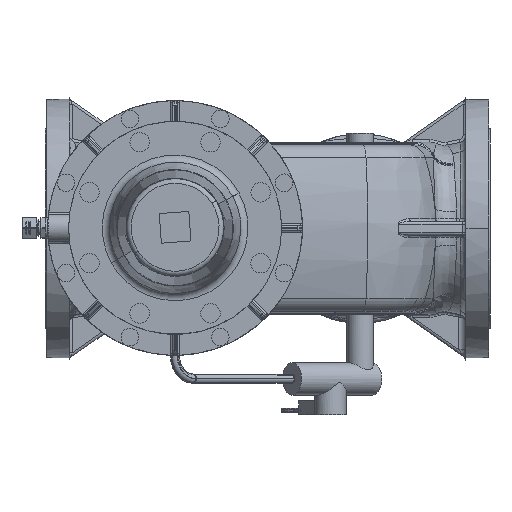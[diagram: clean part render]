
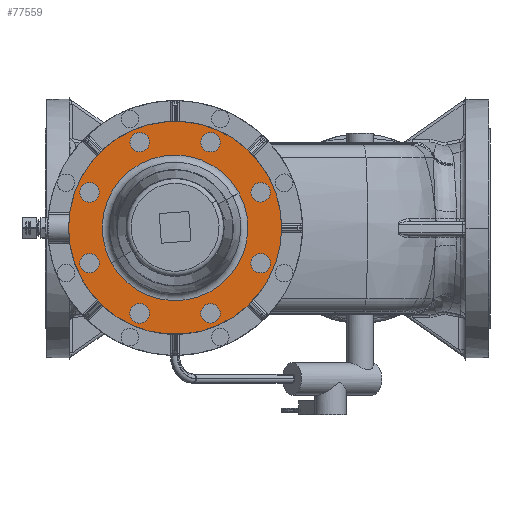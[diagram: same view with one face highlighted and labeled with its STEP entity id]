
A CAD part, top view. The second image highlights one B-rep face of the part: STEP entity #77559.
In plain terms, the highlighted planar face has unit normal (0, 0, 1).
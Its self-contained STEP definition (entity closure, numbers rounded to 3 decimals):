
#77183=CARTESIAN_POINT('Vertex',(-100.922,55.134,402.)) ;
#77186=CARTESIAN_POINT('Axis2P3D Location',(0.,0.,402.)) ;
#77190=CARTESIAN_POINT('Vertex',(100.922,55.134,402.)) ;
#77214=CARTESIAN_POINT('Vertex',(-100.922,-55.134,402.)) ;
#77217=CARTESIAN_POINT('Axis2P3D Location',(0.,0.,402.)) ;
#77233=CARTESIAN_POINT('Vertex',(100.922,-55.134,402.)) ;
#77236=CARTESIAN_POINT('Axis2P3D Location',(0.,0.,402.)) ;
#77253=CARTESIAN_POINT('Axis2P3D Location',(0.,0.,402.)) ;
#77386=CARTESIAN_POINT('Axis2P3D Location',(-78.639,0.,402.)) ;
#77397=CARTESIAN_POINT('Axis2P3D Location',(-92.388,-38.268,402.)) ;
#77401=CARTESIAN_POINT('Vertex',(-102.888,-38.268,402.)) ;
#77403=CARTESIAN_POINT('Vertex',(-81.888,-38.268,402.)) ;
#77406=CARTESIAN_POINT('Axis2P3D Location',(-92.388,-38.268,402.)) ;
#77415=CARTESIAN_POINT('Axis2P3D Location',(0.,0.,402.)) ;
#77419=CARTESIAN_POINT('Vertex',(-69.012,-37.701,402.)) ;
#77421=CARTESIAN_POINT('Vertex',(69.012,37.701,402.)) ;
#77424=CARTESIAN_POINT('Axis2P3D Location',(0.,0.,402.)) ;
#77433=CARTESIAN_POINT('Axis2P3D Location',(-92.388,38.268,402.)) ;
#77437=CARTESIAN_POINT('Vertex',(-84.963,30.844,402.)) ;
#77439=CARTESIAN_POINT('Vertex',(-99.813,45.693,402.)) ;
#77442=CARTESIAN_POINT('Axis2P3D Location',(-92.388,38.268,402.)) ;
#77451=CARTESIAN_POINT('Axis2P3D Location',(-38.268,92.388,402.)) ;
#77455=CARTESIAN_POINT('Vertex',(-38.268,81.888,402.)) ;
#77457=CARTESIAN_POINT('Vertex',(-38.268,102.888,402.)) ;
#77460=CARTESIAN_POINT('Axis2P3D Location',(-38.268,92.388,402.)) ;
#77469=CARTESIAN_POINT('Axis2P3D Location',(38.268,92.388,402.)) ;
#77473=CARTESIAN_POINT('Vertex',(30.844,84.963,402.)) ;
#77475=CARTESIAN_POINT('Vertex',(45.693,99.813,402.)) ;
#77478=CARTESIAN_POINT('Axis2P3D Location',(38.268,92.388,402.)) ;
#77487=CARTESIAN_POINT('Axis2P3D Location',(92.388,38.268,402.)) ;
#77491=CARTESIAN_POINT('Vertex',(81.888,38.268,402.)) ;
#77493=CARTESIAN_POINT('Vertex',(102.888,38.268,402.)) ;
#77496=CARTESIAN_POINT('Axis2P3D Location',(92.388,38.268,402.)) ;
#77505=CARTESIAN_POINT('Axis2P3D Location',(92.388,-38.268,402.)) ;
#77509=CARTESIAN_POINT('Vertex',(84.963,-30.844,402.)) ;
#77511=CARTESIAN_POINT('Vertex',(99.813,-45.693,402.)) ;
#77514=CARTESIAN_POINT('Axis2P3D Location',(92.388,-38.268,402.)) ;
#77523=CARTESIAN_POINT('Axis2P3D Location',(38.268,-92.388,402.)) ;
#77527=CARTESIAN_POINT('Vertex',(38.268,-81.888,402.)) ;
#77529=CARTESIAN_POINT('Vertex',(38.268,-102.888,402.)) ;
#77532=CARTESIAN_POINT('Axis2P3D Location',(38.268,-92.388,402.)) ;
#77541=CARTESIAN_POINT('Axis2P3D Location',(-38.268,-92.388,402.)) ;
#77545=CARTESIAN_POINT('Vertex',(-30.844,-84.963,402.)) ;
#77547=CARTESIAN_POINT('Vertex',(-45.693,-99.813,402.)) ;
#77550=CARTESIAN_POINT('Axis2P3D Location',(-38.268,-92.388,402.)) ;
#77187=DIRECTION('Axis2P3D Direction',(0.,0.,-1.)) ;
#77218=DIRECTION('Axis2P3D Direction',(0.,0.,-1.)) ;
#77237=DIRECTION('Axis2P3D Direction',(0.,-0.,-1.)) ;
#77254=DIRECTION('Axis2P3D Direction',(0.,-0.,-1.)) ;
#77387=DIRECTION('Axis2P3D Direction',(0.,0.,1.)) ;
#77388=DIRECTION('Axis2P3D XDirection',(0.,-1.,0.)) ;
#77398=DIRECTION('Axis2P3D Direction',(0.,0.,1.)) ;
#77407=DIRECTION('Axis2P3D Direction',(0.,0.,1.)) ;
#77416=DIRECTION('Axis2P3D Direction',(0.,0.,1.)) ;
#77425=DIRECTION('Axis2P3D Direction',(0.,0.,1.)) ;
#77434=DIRECTION('Axis2P3D Direction',(0.,0.,1.)) ;
#77443=DIRECTION('Axis2P3D Direction',(0.,0.,1.)) ;
#77452=DIRECTION('Axis2P3D Direction',(0.,0.,1.)) ;
#77461=DIRECTION('Axis2P3D Direction',(0.,0.,1.)) ;
#77470=DIRECTION('Axis2P3D Direction',(0.,0.,1.)) ;
#77479=DIRECTION('Axis2P3D Direction',(0.,0.,1.)) ;
#77488=DIRECTION('Axis2P3D Direction',(0.,0.,1.)) ;
#77497=DIRECTION('Axis2P3D Direction',(0.,0.,1.)) ;
#77506=DIRECTION('Axis2P3D Direction',(0.,0.,1.)) ;
#77515=DIRECTION('Axis2P3D Direction',(0.,0.,1.)) ;
#77524=DIRECTION('Axis2P3D Direction',(0.,0.,1.)) ;
#77533=DIRECTION('Axis2P3D Direction',(0.,0.,1.)) ;
#77542=DIRECTION('Axis2P3D Direction',(0.,0.,1.)) ;
#77551=DIRECTION('Axis2P3D Direction',(0.,0.,1.)) ;
#77188=AXIS2_PLACEMENT_3D('Circle Axis2P3D',#77186,#77187,$) ;
#77219=AXIS2_PLACEMENT_3D('Circle Axis2P3D',#77217,#77218,$) ;
#77238=AXIS2_PLACEMENT_3D('Circle Axis2P3D',#77236,#77237,$) ;
#77255=AXIS2_PLACEMENT_3D('Circle Axis2P3D',#77253,#77254,$) ;
#77389=AXIS2_PLACEMENT_3D('Plane Axis2P3D',#77386,#77387,#77388) ;
#77399=AXIS2_PLACEMENT_3D('Circle Axis2P3D',#77397,#77398,$) ;
#77408=AXIS2_PLACEMENT_3D('Circle Axis2P3D',#77406,#77407,$) ;
#77417=AXIS2_PLACEMENT_3D('Circle Axis2P3D',#77415,#77416,$) ;
#77426=AXIS2_PLACEMENT_3D('Circle Axis2P3D',#77424,#77425,$) ;
#77435=AXIS2_PLACEMENT_3D('Circle Axis2P3D',#77433,#77434,$) ;
#77444=AXIS2_PLACEMENT_3D('Circle Axis2P3D',#77442,#77443,$) ;
#77453=AXIS2_PLACEMENT_3D('Circle Axis2P3D',#77451,#77452,$) ;
#77462=AXIS2_PLACEMENT_3D('Circle Axis2P3D',#77460,#77461,$) ;
#77471=AXIS2_PLACEMENT_3D('Circle Axis2P3D',#77469,#77470,$) ;
#77480=AXIS2_PLACEMENT_3D('Circle Axis2P3D',#77478,#77479,$) ;
#77489=AXIS2_PLACEMENT_3D('Circle Axis2P3D',#77487,#77488,$) ;
#77498=AXIS2_PLACEMENT_3D('Circle Axis2P3D',#77496,#77497,$) ;
#77507=AXIS2_PLACEMENT_3D('Circle Axis2P3D',#77505,#77506,$) ;
#77516=AXIS2_PLACEMENT_3D('Circle Axis2P3D',#77514,#77515,$) ;
#77525=AXIS2_PLACEMENT_3D('Circle Axis2P3D',#77523,#77524,$) ;
#77534=AXIS2_PLACEMENT_3D('Circle Axis2P3D',#77532,#77533,$) ;
#77543=AXIS2_PLACEMENT_3D('Circle Axis2P3D',#77541,#77542,$) ;
#77552=AXIS2_PLACEMENT_3D('Circle Axis2P3D',#77550,#77551,$) ;
#77392=ORIENTED_EDGE('',*,*,#77192,.T.) ;
#77393=ORIENTED_EDGE('',*,*,#77221,.T.) ;
#77394=ORIENTED_EDGE('',*,*,#77240,.T.) ;
#77395=ORIENTED_EDGE('',*,*,#77257,.T.) ;
#77412=ORIENTED_EDGE('',*,*,#77405,.F.) ;
#77413=ORIENTED_EDGE('',*,*,#77410,.F.) ;
#77430=ORIENTED_EDGE('',*,*,#77423,.F.) ;
#77431=ORIENTED_EDGE('',*,*,#77428,.F.) ;
#77448=ORIENTED_EDGE('',*,*,#77441,.F.) ;
#77449=ORIENTED_EDGE('',*,*,#77446,.F.) ;
#77466=ORIENTED_EDGE('',*,*,#77459,.F.) ;
#77467=ORIENTED_EDGE('',*,*,#77464,.F.) ;
#77484=ORIENTED_EDGE('',*,*,#77477,.F.) ;
#77485=ORIENTED_EDGE('',*,*,#77482,.F.) ;
#77502=ORIENTED_EDGE('',*,*,#77495,.F.) ;
#77503=ORIENTED_EDGE('',*,*,#77500,.F.) ;
#77520=ORIENTED_EDGE('',*,*,#77513,.F.) ;
#77521=ORIENTED_EDGE('',*,*,#77518,.F.) ;
#77538=ORIENTED_EDGE('',*,*,#77531,.F.) ;
#77539=ORIENTED_EDGE('',*,*,#77536,.F.) ;
#77556=ORIENTED_EDGE('',*,*,#77549,.F.) ;
#77557=ORIENTED_EDGE('',*,*,#77554,.F.) ;
#77414=FACE_BOUND('',#77411,.T.) ;
#77432=FACE_BOUND('',#77429,.T.) ;
#77450=FACE_BOUND('',#77447,.T.) ;
#77468=FACE_BOUND('',#77465,.T.) ;
#77486=FACE_BOUND('',#77483,.T.) ;
#77504=FACE_BOUND('',#77501,.T.) ;
#77522=FACE_BOUND('',#77519,.T.) ;
#77540=FACE_BOUND('',#77537,.T.) ;
#77558=FACE_BOUND('',#77555,.T.) ;
#77559=ADVANCED_FACE('Brep With Voids',(#77396,#77414,#77432,#77450,#77468,#77486,#77504,#77522,#77540,#77558),#77390,.T.) ;
#77189=CIRCLE('generated circle',#77188,115.) ;
#77220=CIRCLE('generated circle',#77219,115.) ;
#77239=CIRCLE('generated circle',#77238,115.) ;
#77256=CIRCLE('generated circle',#77255,115.) ;
#77400=CIRCLE('generated circle',#77399,10.5) ;
#77409=CIRCLE('generated circle',#77408,10.5) ;
#77418=CIRCLE('generated circle',#77417,78.639) ;
#77427=CIRCLE('generated circle',#77426,78.639) ;
#77436=CIRCLE('generated circle',#77435,10.5) ;
#77445=CIRCLE('generated circle',#77444,10.5) ;
#77454=CIRCLE('generated circle',#77453,10.5) ;
#77463=CIRCLE('generated circle',#77462,10.5) ;
#77472=CIRCLE('generated circle',#77471,10.5) ;
#77481=CIRCLE('generated circle',#77480,10.5) ;
#77490=CIRCLE('generated circle',#77489,10.5) ;
#77499=CIRCLE('generated circle',#77498,10.5) ;
#77508=CIRCLE('generated circle',#77507,10.5) ;
#77517=CIRCLE('generated circle',#77516,10.5) ;
#77526=CIRCLE('generated circle',#77525,10.5) ;
#77535=CIRCLE('generated circle',#77534,10.5) ;
#77544=CIRCLE('generated circle',#77543,10.5) ;
#77553=CIRCLE('generated circle',#77552,10.5) ;
#77192=EDGE_CURVE('',#77191,#77184,#77189,.F.) ;
#77221=EDGE_CURVE('',#77184,#77215,#77220,.F.) ;
#77240=EDGE_CURVE('',#77215,#77234,#77239,.F.) ;
#77257=EDGE_CURVE('',#77234,#77191,#77256,.F.) ;
#77405=EDGE_CURVE('',#77402,#77404,#77400,.T.) ;
#77410=EDGE_CURVE('',#77404,#77402,#77409,.T.) ;
#77423=EDGE_CURVE('',#77420,#77422,#77418,.T.) ;
#77428=EDGE_CURVE('',#77422,#77420,#77427,.T.) ;
#77441=EDGE_CURVE('',#77438,#77440,#77436,.T.) ;
#77446=EDGE_CURVE('',#77440,#77438,#77445,.T.) ;
#77459=EDGE_CURVE('',#77456,#77458,#77454,.T.) ;
#77464=EDGE_CURVE('',#77458,#77456,#77463,.T.) ;
#77477=EDGE_CURVE('',#77474,#77476,#77472,.T.) ;
#77482=EDGE_CURVE('',#77476,#77474,#77481,.T.) ;
#77495=EDGE_CURVE('',#77492,#77494,#77490,.T.) ;
#77500=EDGE_CURVE('',#77494,#77492,#77499,.T.) ;
#77513=EDGE_CURVE('',#77510,#77512,#77508,.T.) ;
#77518=EDGE_CURVE('',#77512,#77510,#77517,.T.) ;
#77531=EDGE_CURVE('',#77528,#77530,#77526,.T.) ;
#77536=EDGE_CURVE('',#77530,#77528,#77535,.T.) ;
#77549=EDGE_CURVE('',#77546,#77548,#77544,.T.) ;
#77554=EDGE_CURVE('',#77548,#77546,#77553,.T.) ;
#77391=EDGE_LOOP('',(#77392,#77393,#77394,#77395)) ;
#77411=EDGE_LOOP('',(#77412,#77413)) ;
#77429=EDGE_LOOP('',(#77430,#77431)) ;
#77447=EDGE_LOOP('',(#77448,#77449)) ;
#77465=EDGE_LOOP('',(#77466,#77467)) ;
#77483=EDGE_LOOP('',(#77484,#77485)) ;
#77501=EDGE_LOOP('',(#77502,#77503)) ;
#77519=EDGE_LOOP('',(#77520,#77521)) ;
#77537=EDGE_LOOP('',(#77538,#77539)) ;
#77555=EDGE_LOOP('',(#77556,#77557)) ;
#77396=FACE_OUTER_BOUND('',#77391,.T.) ;
#77390=PLANE('',#77389) ;
#77184=VERTEX_POINT('',#77183) ;
#77191=VERTEX_POINT('',#77190) ;
#77215=VERTEX_POINT('',#77214) ;
#77234=VERTEX_POINT('',#77233) ;
#77402=VERTEX_POINT('',#77401) ;
#77404=VERTEX_POINT('',#77403) ;
#77420=VERTEX_POINT('',#77419) ;
#77422=VERTEX_POINT('',#77421) ;
#77438=VERTEX_POINT('',#77437) ;
#77440=VERTEX_POINT('',#77439) ;
#77456=VERTEX_POINT('',#77455) ;
#77458=VERTEX_POINT('',#77457) ;
#77474=VERTEX_POINT('',#77473) ;
#77476=VERTEX_POINT('',#77475) ;
#77492=VERTEX_POINT('',#77491) ;
#77494=VERTEX_POINT('',#77493) ;
#77510=VERTEX_POINT('',#77509) ;
#77512=VERTEX_POINT('',#77511) ;
#77528=VERTEX_POINT('',#77527) ;
#77530=VERTEX_POINT('',#77529) ;
#77546=VERTEX_POINT('',#77545) ;
#77548=VERTEX_POINT('',#77547) ;
